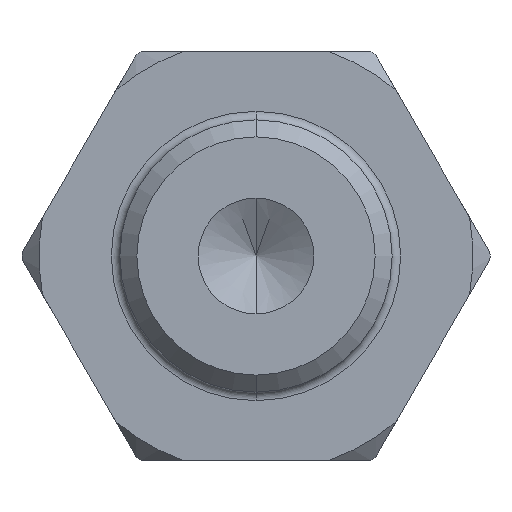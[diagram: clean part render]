
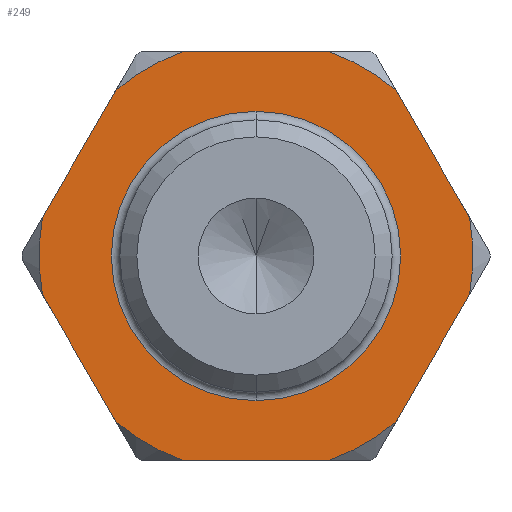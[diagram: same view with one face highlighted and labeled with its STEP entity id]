
A CAD part, front view. The second image highlights one B-rep face of the part: STEP entity #249.
In plain terms, the highlighted planar face has unit normal (0, -1, 0).
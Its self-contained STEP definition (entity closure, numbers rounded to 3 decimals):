
#13 = VECTOR ( 'NONE', #1013, 1000. ) ;
#27 = ORIENTED_EDGE ( 'NONE', *, *, #489, .F. ) ;
#44 = DIRECTION ( 'NONE',  ( -0.5, 0., 0.866 ) ) ;
#57 = CARTESIAN_POINT ( 'NONE',  ( -13.83, -12., -0.046 ) ) ;
#70 = VERTEX_POINT ( 'NONE', #592 ) ;
#89 = LINE ( 'NONE', #935, #1454 ) ;
#102 = CIRCLE ( 'NONE', #836, 12.75 ) ;
#116 = EDGE_LOOP ( 'NONE', ( #1491, #215 ) ) ;
#133 = ORIENTED_EDGE ( 'NONE', *, *, #291, .F. ) ;
#154 = ORIENTED_EDGE ( 'NONE', *, *, #435, .T. ) ;
#173 = DIRECTION ( 'NONE',  ( 0., 0., 1. ) ) ;
#178 = DIRECTION ( 'NONE',  ( 0., 0., 1. ) ) ;
#195 = DIRECTION ( 'NONE',  ( 0., -1., 0. ) ) ;
#206 = ORIENTED_EDGE ( 'NONE', *, *, #311, .T. ) ;
#215 = ORIENTED_EDGE ( 'NONE', *, *, #1276, .T. ) ;
#228 = CARTESIAN_POINT ( 'NONE',  ( 8.238, -12., 9.731 ) ) ;
#229 = DIRECTION ( 'NONE',  ( 0., -1., 0. ) ) ;
#232 = ORIENTED_EDGE ( 'NONE', *, *, #350, .F. ) ;
#234 = CIRCLE ( 'NONE', #757, 12.75 ) ;
#238 = CARTESIAN_POINT ( 'NONE',  ( 0., -12., 0. ) ) ;
#246 = CARTESIAN_POINT ( 'NONE',  ( -8.238, -12., -9.731 ) ) ;
#249 = ADVANCED_FACE ( 'NONE', ( #973, #706 ), #747, .F. ) ;
#257 = ORIENTED_EDGE ( 'NONE', *, *, #381, .T. ) ;
#265 = EDGE_CURVE ( 'NONE', #1216, #913, #673, .T. ) ;
#291 = EDGE_CURVE ( 'NONE', #687, #913, #89, .T. ) ;
#311 = EDGE_CURVE ( 'NONE', #687, #1179, #234, .T. ) ;
#342 = CARTESIAN_POINT ( 'NONE',  ( -8.238, -12., 9.731 ) ) ;
#346 = DIRECTION ( 'NONE',  ( 0., 0., 1. ) ) ;
#350 = EDGE_CURVE ( 'NONE', #914, #1179, #1331, .T. ) ;
#352 = DIRECTION ( 'NONE',  ( 0., -1., 0. ) ) ;
#366 = CARTESIAN_POINT ( 'NONE',  ( 0., -12., 0. ) ) ;
#381 = EDGE_CURVE ( 'NONE', #914, #70, #102, .T. ) ;
#388 = CARTESIAN_POINT ( 'NONE',  ( -4.308, -12., 12. ) ) ;
#396 = CARTESIAN_POINT ( 'NONE',  ( 0., -12., 0. ) ) ;
#400 = VECTOR ( 'NONE', #686, 1000. ) ;
#401 = EDGE_CURVE ( 'NONE', #1262, #70, #1281, .T. ) ;
#408 = EDGE_CURVE ( 'NONE', #1036, #989, #1323, .T. ) ;
#421 = DIRECTION ( 'NONE',  ( 0., 0., 1. ) ) ;
#435 = EDGE_CURVE ( 'NONE', #953, #531, #1350, .T. ) ;
#453 = DIRECTION ( 'NONE',  ( 0., -1., 0. ) ) ;
#454 = EDGE_CURVE ( 'NONE', #482, #531, #1052, .T. ) ;
#469 = DIRECTION ( 'NONE',  ( 1., 0., 0. ) ) ;
#482 = VERTEX_POINT ( 'NONE', #591 ) ;
#489 = EDGE_CURVE ( 'NONE', #953, #1438, #1194, .T. ) ;
#507 = EDGE_CURVE ( 'NONE', #1262, #1438, #1112, .T. ) ;
#515 = EDGE_CURVE ( 'NONE', #482, #949, #586, .T. ) ;
#531 = VERTEX_POINT ( 'NONE', #342 ) ;
#534 = EDGE_CURVE ( 'NONE', #1216, #949, #1431, .T. ) ;
#551 = DIRECTION ( 'NONE',  ( 0., 0., 1. ) ) ;
#560 = CARTESIAN_POINT ( 'NONE',  ( 0., -12., 0. ) ) ;
#566 = CARTESIAN_POINT ( 'NONE',  ( -13.75, -12., 12. ) ) ;
#571 = DIRECTION ( 'NONE',  ( 0., 1., 0. ) ) ;
#576 = ORIENTED_EDGE ( 'NONE', *, *, #507, .T. ) ;
#586 = CIRCLE ( 'NONE', #1215, 12.75 ) ;
#591 = CARTESIAN_POINT ( 'NONE',  ( -12.547, -12., 2.269 ) ) ;
#592 = CARTESIAN_POINT ( 'NONE',  ( 12.547, -12., 2.269 ) ) ;
#656 = AXIS2_PLACEMENT_3D ( 'NONE', #882, #825, #818 ) ;
#662 = CARTESIAN_POINT ( 'NONE',  ( -13.75, -12., 0. ) ) ;
#673 = CIRCLE ( 'NONE', #950, 12.75 ) ;
#686 = DIRECTION ( 'NONE',  ( 0.5, 0., 0.866 ) ) ;
#687 = VERTEX_POINT ( 'NONE', #1301 ) ;
#694 = CARTESIAN_POINT ( 'NONE',  ( -13.83, -12., 0.046 ) ) ;
#697 = CARTESIAN_POINT ( 'NONE',  ( -12.547, -12., -2.269 ) ) ;
#706 = FACE_OUTER_BOUND ( 'NONE', #1015, .T. ) ;
#740 = ORIENTED_EDGE ( 'NONE', *, *, #401, .F. ) ;
#747 = PLANE ( 'NONE',  #900 ) ;
#751 = CARTESIAN_POINT ( 'NONE',  ( 0., -12., 8.5 ) ) ;
#757 = AXIS2_PLACEMENT_3D ( 'NONE', #560, #453, #421 ) ;
#775 = DIRECTION ( 'NONE',  ( 0., 0., 1. ) ) ;
#781 = DIRECTION ( 'NONE',  ( 0., -1., 0. ) ) ;
#793 = CARTESIAN_POINT ( 'NONE',  ( 0., -12., 0. ) ) ;
#812 = VECTOR ( 'NONE', #44, 1000. ) ;
#818 = DIRECTION ( 'NONE',  ( 0., 0., 1. ) ) ;
#825 = DIRECTION ( 'NONE',  ( 0., 1., 0. ) ) ;
#836 = AXIS2_PLACEMENT_3D ( 'NONE', #1142, #1137, #1132 ) ;
#855 = AXIS2_PLACEMENT_3D ( 'NONE', #957, #952, #946 ) ;
#867 = ORIENTED_EDGE ( 'NONE', *, *, #454, .F. ) ;
#873 = CARTESIAN_POINT ( 'NONE',  ( 12.547, -12., -2.269 ) ) ;
#882 = CARTESIAN_POINT ( 'NONE',  ( 0., -12., 0. ) ) ;
#897 = DIRECTION ( 'NONE',  ( -1., 0., 0. ) ) ;
#898 = ORIENTED_EDGE ( 'NONE', *, *, #515, .T. ) ;
#900 = AXIS2_PLACEMENT_3D ( 'NONE', #662, #571, #551 ) ;
#913 = VERTEX_POINT ( 'NONE', #937 ) ;
#914 = VERTEX_POINT ( 'NONE', #873 ) ;
#935 = CARTESIAN_POINT ( 'NONE',  ( -13.75, -12., -12. ) ) ;
#937 = CARTESIAN_POINT ( 'NONE',  ( -4.308, -12., -12. ) ) ;
#946 = DIRECTION ( 'NONE',  ( 0., 0., 1. ) ) ;
#949 = VERTEX_POINT ( 'NONE', #697 ) ;
#950 = AXIS2_PLACEMENT_3D ( 'NONE', #396, #195, #178 ) ;
#952 = DIRECTION ( 'NONE',  ( 0., 1., 0. ) ) ;
#953 = VERTEX_POINT ( 'NONE', #388 ) ;
#957 = CARTESIAN_POINT ( 'NONE',  ( 0., -12., 0. ) ) ;
#973 = FACE_BOUND ( 'NONE', #116, .T. ) ;
#989 = VERTEX_POINT ( 'NONE', #1385 ) ;
#1013 = DIRECTION ( 'NONE',  ( 0.5, 0., -0.866 ) ) ;
#1015 = EDGE_LOOP ( 'NONE', ( #27, #154, #867, #898, #1026, #1064, #133, #206, #232, #257, #740, #576 ) ) ;
#1022 = CARTESIAN_POINT ( 'NONE',  ( 6.955, -12., 11.954 ) ) ;
#1026 = ORIENTED_EDGE ( 'NONE', *, *, #534, .F. ) ;
#1036 = VERTEX_POINT ( 'NONE', #751 ) ;
#1052 = LINE ( 'NONE', #694, #400 ) ;
#1064 = ORIENTED_EDGE ( 'NONE', *, *, #265, .T. ) ;
#1112 = CIRCLE ( 'NONE', #1340, 12.75 ) ;
#1132 = DIRECTION ( 'NONE',  ( 0., 0., 1. ) ) ;
#1137 = DIRECTION ( 'NONE',  ( 0., -1., 0. ) ) ;
#1142 = CARTESIAN_POINT ( 'NONE',  ( 0., -12., 0. ) ) ;
#1152 = VECTOR ( 'NONE', #469, 1000. ) ;
#1170 = CARTESIAN_POINT ( 'NONE',  ( 8.238, -12., -9.731 ) ) ;
#1179 = VERTEX_POINT ( 'NONE', #1170 ) ;
#1194 = LINE ( 'NONE', #566, #1152 ) ;
#1215 = AXIS2_PLACEMENT_3D ( 'NONE', #238, #229, #173 ) ;
#1216 = VERTEX_POINT ( 'NONE', #246 ) ;
#1243 = CIRCLE ( 'NONE', #855, 8.5 ) ;
#1262 = VERTEX_POINT ( 'NONE', #228 ) ;
#1276 = EDGE_CURVE ( 'NONE', #989, #1036, #1243, .T. ) ;
#1280 = VECTOR ( 'NONE', #1466, 1000. ) ;
#1281 = LINE ( 'NONE', #1022, #13 ) ;
#1301 = CARTESIAN_POINT ( 'NONE',  ( 4.308, -12., -12. ) ) ;
#1323 = CIRCLE ( 'NONE', #656, 8.5 ) ;
#1331 = LINE ( 'NONE', #1470, #1280 ) ;
#1340 = AXIS2_PLACEMENT_3D ( 'NONE', #366, #352, #346 ) ;
#1350 = CIRCLE ( 'NONE', #1448, 12.75 ) ;
#1385 = CARTESIAN_POINT ( 'NONE',  ( 0., -12., -8.5 ) ) ;
#1392 = CARTESIAN_POINT ( 'NONE',  ( 4.308, -12., 12. ) ) ;
#1431 = LINE ( 'NONE', #57, #812 ) ;
#1438 = VERTEX_POINT ( 'NONE', #1392 ) ;
#1448 = AXIS2_PLACEMENT_3D ( 'NONE', #793, #781, #775 ) ;
#1454 = VECTOR ( 'NONE', #897, 1000. ) ;
#1466 = DIRECTION ( 'NONE',  ( -0.5, 0., -0.866 ) ) ;
#1470 = CARTESIAN_POINT ( 'NONE',  ( 6.955, -12., -11.954 ) ) ;
#1491 = ORIENTED_EDGE ( 'NONE', *, *, #408, .T. ) ;
